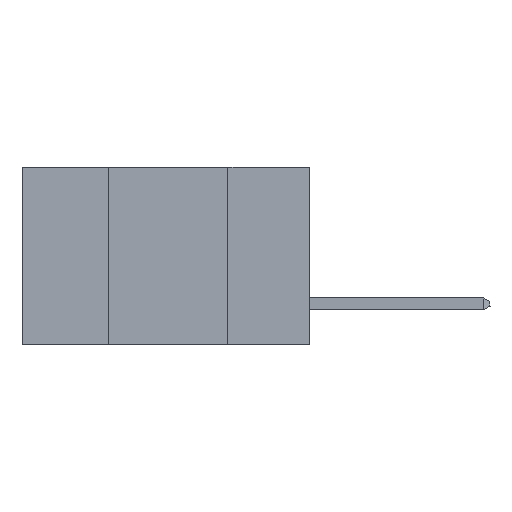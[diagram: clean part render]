
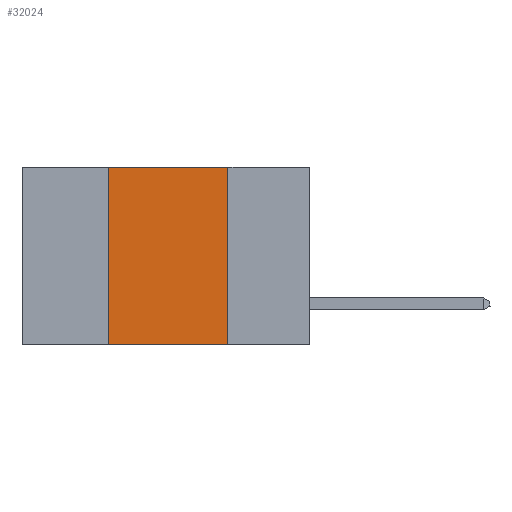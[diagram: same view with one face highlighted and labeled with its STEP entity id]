
A CAD part, left-side view. The second image highlights one B-rep face of the part: STEP entity #32024.
In plain terms, the highlighted planar face has unit normal (-1, 0, 0).
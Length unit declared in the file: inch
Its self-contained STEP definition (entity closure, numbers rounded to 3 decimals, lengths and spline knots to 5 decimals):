
#2116 = VERTEX_POINT ( 'NONE', #8129 ) ;
#4401 = EDGE_CURVE ( 'NONE', #15200, #2116, #25305, .T. ) ;
#4452 = LINE ( 'NONE', #5591, #41284 ) ;
#5071 = VERTEX_POINT ( 'NONE', #42394 ) ;
#5591 = CARTESIAN_POINT ( 'NONE',  ( 0., 0.42, 0. ) ) ;
#6046 = LINE ( 'NONE', #19384, #40212 ) ;
#6688 = VECTOR ( 'NONE', #20988, 39.37008 ) ;
#8129 = CARTESIAN_POINT ( 'NONE',  ( 0., 0.17, -0.37 ) ) ;
#8426 = AXIS2_PLACEMENT_3D ( 'NONE', #9268, #22932, #12762 ) ;
#8728 = ORIENTED_EDGE ( 'NONE', *, *, #17523, .F. ) ;
#8732 = ORIENTED_EDGE ( 'NONE', *, *, #4401, .F. ) ;
#9268 = CARTESIAN_POINT ( 'NONE',  ( 0., 0.6, 0. ) ) ;
#9335 = EDGE_CURVE ( 'NONE', #11591, #15200, #6046, .T. ) ;
#9898 = EDGE_LOOP ( 'NONE', ( #8732, #28871, #8728, #36498 ) ) ;
#11591 = VERTEX_POINT ( 'NONE', #30326 ) ;
#12762 = DIRECTION ( 'NONE',  ( 0., 0., -1. ) ) ;
#12971 = EDGE_CURVE ( 'NONE', #5071, #2116, #32110, .T. ) ;
#15200 = VERTEX_POINT ( 'NONE', #29341 ) ;
#15353 = DIRECTION ( 'NONE',  ( 0., 0., 1. ) ) ;
#17523 = EDGE_CURVE ( 'NONE', #5071, #11591, #4452, .T. ) ;
#19384 = CARTESIAN_POINT ( 'NONE',  ( 0., 0.6, 0. ) ) ;
#20334 = CARTESIAN_POINT ( 'NONE',  ( 0., 0.17, 0. ) ) ;
#20988 = DIRECTION ( 'NONE',  ( 0., -1., 0. ) ) ;
#21864 = FACE_OUTER_BOUND ( 'NONE', #9898, .T. ) ;
#22062 = PLANE ( 'NONE',  #8426 ) ;
#22932 = DIRECTION ( 'NONE',  ( 1., 0., 0. ) ) ;
#24221 = VECTOR ( 'NONE', #31201, 39.37008 ) ;
#25305 = LINE ( 'NONE', #20334, #24221 ) ;
#28871 = ORIENTED_EDGE ( 'NONE', *, *, #9335, .F. ) ;
#29341 = CARTESIAN_POINT ( 'NONE',  ( 0., 0.17, 0. ) ) ;
#30326 = CARTESIAN_POINT ( 'NONE',  ( 0., 0.42, 0. ) ) ;
#31201 = DIRECTION ( 'NONE',  ( 0., 0., -1. ) ) ;
#32024 = ADVANCED_FACE ( 'NONE', ( #21864 ), #22062, .F. ) ;
#32110 = LINE ( 'NONE', #33857, #6688 ) ;
#33857 = CARTESIAN_POINT ( 'NONE',  ( 0., 0.6, -0.37 ) ) ;
#36029 = DIRECTION ( 'NONE',  ( 0., -1., 0. ) ) ;
#36498 = ORIENTED_EDGE ( 'NONE', *, *, #12971, .T. ) ;
#40212 = VECTOR ( 'NONE', #36029, 39.37008 ) ;
#41284 = VECTOR ( 'NONE', #15353, 39.37008 ) ;
#42394 = CARTESIAN_POINT ( 'NONE',  ( 0., 0.42, -0.37 ) ) ;
